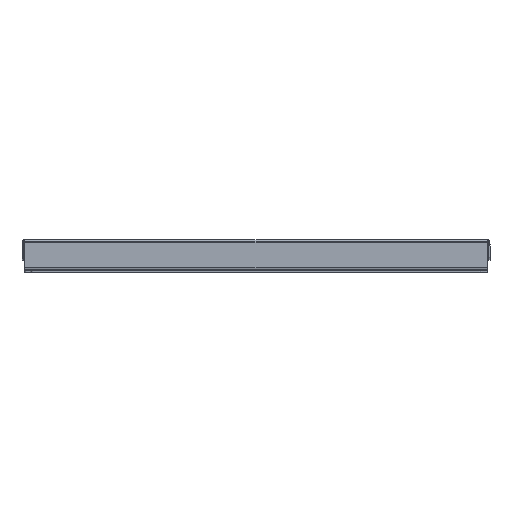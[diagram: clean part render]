
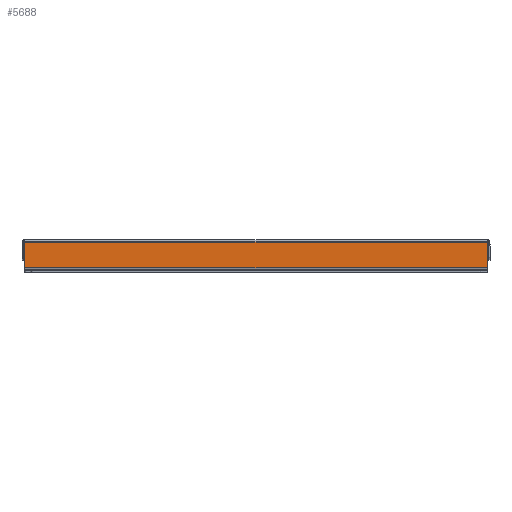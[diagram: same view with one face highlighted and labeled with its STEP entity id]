
A CAD part, top view. The second image highlights one B-rep face of the part: STEP entity #5688.
In plain terms, the highlighted planar face has unit normal (0, 0, 1).
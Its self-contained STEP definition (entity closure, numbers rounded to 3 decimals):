
#141 = ORIENTED_EDGE ( 'NONE', *, *, #6786, .T. ) ;
#274 = EDGE_CURVE ( 'NONE', #13372, #7706, #15498, .T. ) ;
#875 = EDGE_LOOP ( 'NONE', ( #4073, #141, #15298, #15799 ) ) ;
#1186 = VECTOR ( 'NONE', #8535, 1000. ) ;
#1290 = DIRECTION ( 'NONE',  ( 0., 0., 1. ) ) ;
#1936 = LINE ( 'NONE', #2129, #8194 ) ;
#2129 = CARTESIAN_POINT ( 'NONE',  ( -246., -1.5, 549. ) ) ;
#2284 = VECTOR ( 'NONE', #15195, 1000. ) ;
#3042 = CARTESIAN_POINT ( 'NONE',  ( 0., -3., 549. ) ) ;
#3107 = DIRECTION ( 'NONE',  ( 1., 0., 0. ) ) ;
#3697 = VERTEX_POINT ( 'NONE', #3788 ) ;
#3788 = CARTESIAN_POINT ( 'NONE',  ( -246., -3., 549. ) ) ;
#4073 = ORIENTED_EDGE ( 'NONE', *, *, #14906, .F. ) ;
#4626 = LINE ( 'NONE', #3042, #16666 ) ;
#5331 = AXIS2_PLACEMENT_3D ( 'NONE', #13717, #1290, #3107 ) ;
#5688 = ADVANCED_FACE ( 'NONE', ( #16693 ), #16305, .T. ) ;
#6423 = VERTEX_POINT ( 'NONE', #18060 ) ;
#6786 = EDGE_CURVE ( 'NONE', #6423, #3697, #4626, .T. ) ;
#7706 = VERTEX_POINT ( 'NONE', #10641 ) ;
#8194 = VECTOR ( 'NONE', #18693, 1000. ) ;
#8535 = DIRECTION ( 'NONE',  ( 0., -1., 0. ) ) ;
#10011 = CARTESIAN_POINT ( 'NONE',  ( 246., -30., 549. ) ) ;
#10641 = CARTESIAN_POINT ( 'NONE',  ( -246., -30., 549. ) ) ;
#12107 = CARTESIAN_POINT ( 'NONE',  ( -246., -30., 549. ) ) ;
#12964 = CARTESIAN_POINT ( 'NONE',  ( 246., -30., 549. ) ) ;
#13372 = VERTEX_POINT ( 'NONE', #12964 ) ;
#13717 = CARTESIAN_POINT ( 'NONE',  ( 0., 0., 549. ) ) ;
#14477 = LINE ( 'NONE', #10011, #1186 ) ;
#14906 = EDGE_CURVE ( 'NONE', #6423, #13372, #14477, .T. ) ;
#15083 = EDGE_CURVE ( 'NONE', #7706, #3697, #1936, .T. ) ;
#15195 = DIRECTION ( 'NONE',  ( -1., 0., 0. ) ) ;
#15298 = ORIENTED_EDGE ( 'NONE', *, *, #15083, .F. ) ;
#15498 = LINE ( 'NONE', #12107, #2284 ) ;
#15799 = ORIENTED_EDGE ( 'NONE', *, *, #274, .F. ) ;
#16305 = PLANE ( 'NONE',  #5331 ) ;
#16666 = VECTOR ( 'NONE', #17909, 1000. ) ;
#16693 = FACE_OUTER_BOUND ( 'NONE', #875, .T. ) ;
#17909 = DIRECTION ( 'NONE',  ( -1., 0., 0. ) ) ;
#18060 = CARTESIAN_POINT ( 'NONE',  ( 246., -3., 549. ) ) ;
#18693 = DIRECTION ( 'NONE',  ( 0., 1., 0. ) ) ;
